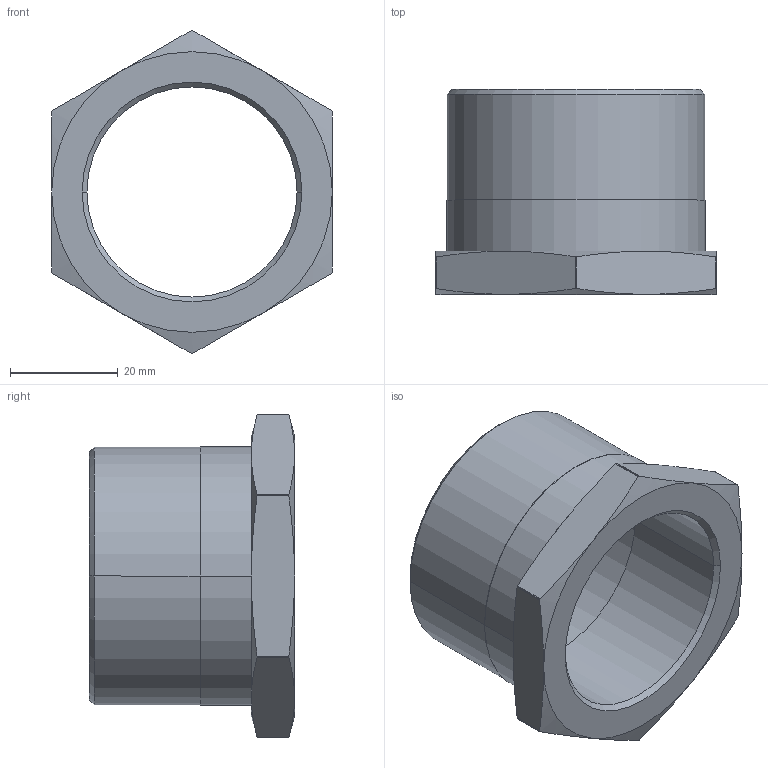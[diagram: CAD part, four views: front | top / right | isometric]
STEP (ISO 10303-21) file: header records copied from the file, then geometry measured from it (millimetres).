
FILE_DESCRIPTION (( 'STEP AP214' ), '1' );
FILE_NAME ('heco_RS-112-114-I.STEP', '2017-05-17T10:02:25', ( '' ), ( '' ), 'SwSTEP 2.0', 'SolidWorks 2016', '' );
FILE_SCHEMA (( 'AUTOMOTIVE_DESIGN' ));
Length unit declared in the file: millimetre
Products named in the file (1): heco_RS-112-114-I
Bounding box: 52 x 38 x 59.95 mm (x, y, z)
Volume: 23646.3 mm3; surface area: 12793.8 mm2
Topology: 1 solids, 1 shells, 217 faces, 556 edges, 364 vertices
Faces by surface type: plane 116, bspline 61, cylinder 20, cone 20
Entity records: 11306 total; most frequent: CARTESIAN_POINT 4703, ORIENTED_EDGE 1112, DIRECTION 736, EDGE_CURVE 556, VERTEX_POINT 364, VECTOR 350, LINE 350, EDGE_LOOP 242
